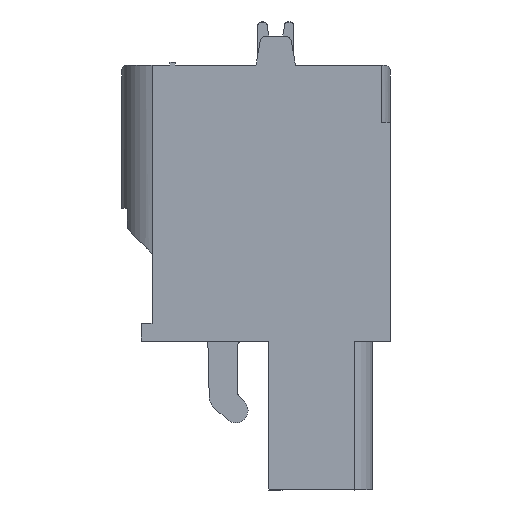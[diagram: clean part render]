
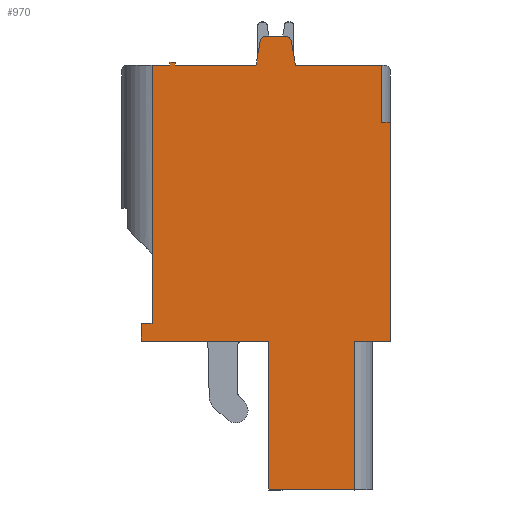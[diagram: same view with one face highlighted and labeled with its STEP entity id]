
A CAD part, left-side view. The second image highlights one B-rep face of the part: STEP entity #970.
In plain terms, the highlighted planar face has unit normal (-1, 0, 0).
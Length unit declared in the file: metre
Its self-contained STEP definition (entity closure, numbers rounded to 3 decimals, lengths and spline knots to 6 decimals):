
#970=ADVANCED_FACE('',(#2214),#2215,.T.);
#2214=FACE_OUTER_BOUND('',#3762,.T.);
#2215=PLANE('',#3763);
#3762=EDGE_LOOP('',(#6714,#6715,#6716,#6717,#6718,#6719,#6720,#6721,#6722,#6723,#6724,#6725,#6726,#6727,#6728,#6729,#6730,#6731,#6732,#6733,#6734,#6735));
#3763=AXIS2_PLACEMENT_3D('',#6736,#6737,#6738);
#6714=ORIENTED_EDGE('',*,*,#9466,.T.);
#6715=ORIENTED_EDGE('',*,*,#10429,.F.);
#6716=ORIENTED_EDGE('',*,*,#10430,.F.);
#6717=ORIENTED_EDGE('',*,*,#9399,.F.);
#6718=ORIENTED_EDGE('',*,*,#10363,.F.);
#6719=ORIENTED_EDGE('',*,*,#9744,.T.);
#6720=ORIENTED_EDGE('',*,*,#10431,.T.);
#6721=ORIENTED_EDGE('',*,*,#9782,.T.);
#6722=ORIENTED_EDGE('',*,*,#10105,.F.);
#6723=ORIENTED_EDGE('',*,*,#9510,.F.);
#6724=ORIENTED_EDGE('',*,*,#9389,.F.);
#6725=ORIENTED_EDGE('',*,*,#10432,.F.);
#6726=ORIENTED_EDGE('',*,*,#9347,.F.);
#6727=ORIENTED_EDGE('',*,*,#10433,.F.);
#6728=ORIENTED_EDGE('',*,*,#10434,.F.);
#6729=ORIENTED_EDGE('',*,*,#10435,.F.);
#6730=ORIENTED_EDGE('',*,*,#10436,.F.);
#6731=ORIENTED_EDGE('',*,*,#10437,.F.);
#6732=ORIENTED_EDGE('',*,*,#9683,.T.);
#6733=ORIENTED_EDGE('',*,*,#10339,.T.);
#6734=ORIENTED_EDGE('',*,*,#10295,.F.);
#6735=ORIENTED_EDGE('',*,*,#10438,.T.);
#6736=CARTESIAN_POINT('',(0.,0.0122,-0.0155));
#6737=DIRECTION('',(-1.0,0.0,0.0));
#6738=DIRECTION('',(0.0,-1.0,0.0));
#9347=EDGE_CURVE('',#11259,#11261,#11262,.T.);
#9389=EDGE_CURVE('',#11336,#11331,#11338,.T.);
#9399=EDGE_CURVE('',#11354,#11349,#11356,.T.);
#9466=EDGE_CURVE('',#11472,#11473,#11474,.T.);
#9510=EDGE_CURVE('',#11331,#11507,#11556,.T.);
#9683=EDGE_CURVE('',#11860,#11858,#11861,.T.);
#9744=EDGE_CURVE('',#11965,#11963,#11966,.T.);
#9782=EDGE_CURVE('',#12031,#12035,#12037,.T.);
#10105=EDGE_CURVE('',#11507,#12035,#12552,.T.);
#10295=EDGE_CURVE('',#12833,#12835,#12836,.T.);
#10339=EDGE_CURVE('',#11858,#12835,#12897,.T.);
#10363=EDGE_CURVE('',#11965,#11354,#12929,.T.);
#10429=EDGE_CURVE('',#13023,#11473,#13024,.T.);
#10430=EDGE_CURVE('',#11349,#13023,#13025,.T.);
#10431=EDGE_CURVE('',#11963,#12031,#13026,.T.);
#10432=EDGE_CURVE('',#11261,#11336,#13027,.T.);
#10433=EDGE_CURVE('',#13028,#11259,#13029,.T.);
#10434=EDGE_CURVE('',#13030,#13028,#13031,.T.);
#10435=EDGE_CURVE('',#13032,#13030,#13033,.T.);
#10436=EDGE_CURVE('',#13034,#13032,#13035,.T.);
#10437=EDGE_CURVE('',#11860,#13034,#13036,.T.);
#10438=EDGE_CURVE('',#12833,#11472,#13037,.T.);
#11259=VERTEX_POINT('',#14066);
#11261=VERTEX_POINT('',#14069);
#11262=LINE('',#14070,#14071);
#11331=VERTEX_POINT('',#14178);
#11336=VERTEX_POINT('',#14185);
#11338=LINE('',#14188,#14189);
#11349=VERTEX_POINT('',#14202);
#11354=VERTEX_POINT('',#14209);
#11356=LINE('',#14212,#14213);
#11472=VERTEX_POINT('',#14371);
#11473=VERTEX_POINT('',#14372);
#11474=LINE('',#14373,#14374);
#11507=VERTEX_POINT('',#14420);
#11556=LINE('',#14494,#14495);
#11858=VERTEX_POINT('',#14905);
#11860=VERTEX_POINT('',#14908);
#11861=LINE('',#14909,#14910);
#11963=VERTEX_POINT('',#15048);
#11965=VERTEX_POINT('',#15051);
#11966=LINE('',#15052,#15053);
#12031=VERTEX_POINT('',#15148);
#12035=VERTEX_POINT('',#15154);
#12037=LINE('',#15157,#15158);
#12552=LINE('',#15874,#15875);
#12833=VERTEX_POINT('',#16270);
#12835=VERTEX_POINT('',#16273);
#12836=LINE('',#16274,#16275);
#12897=CIRCLE('',#16360,0.0003);
#12929=LINE('',#16405,#16406);
#13023=VERTEX_POINT('',#16539);
#13024=LINE('',#16540,#16541);
#13025=LINE('',#16542,#16543);
#13026=LINE('',#16544,#16545);
#13027=LINE('',#16546,#16547);
#13028=VERTEX_POINT('',#16548);
#13029=LINE('',#16549,#16550);
#13030=VERTEX_POINT('',#16551);
#13031=LINE('',#16552,#16553);
#13032=VERTEX_POINT('',#16554);
#13033=LINE('',#16555,#16556);
#13034=VERTEX_POINT('',#16557);
#13035=LINE('',#16558,#16559);
#13036=LINE('',#16560,#16561);
#13037=CIRCLE('',#16562,0.0003);
#14066=CARTESIAN_POINT('',(0.0,0.0015,-0.0154));
#14069=CARTESIAN_POINT('',(0.0,0.0015,-0.0237));
#14070=CARTESIAN_POINT('',(0.0,0.0015,-0.0237));
#14071=VECTOR('',#17818,1.0);
#14178=CARTESIAN_POINT('',(0.0,0.0063,-0.0154));
#14185=CARTESIAN_POINT('',(0.0,0.0063,-0.0237));
#14188=CARTESIAN_POINT('',(0.0,0.0063,-0.0154));
#14189=VECTOR('',#17862,1.0);
#14202=CARTESIAN_POINT('',(0.0,0.0115,0.00015));
#14209=CARTESIAN_POINT('',(0.0,0.0118,0.00015));
#14212=CARTESIAN_POINT('',(0.0,0.0115,0.00015));
#14213=VECTOR('',#17874,1.0);
#14371=CARTESIAN_POINT('',(0.,0.006762,0.001352));
#14372=CARTESIAN_POINT('',(0.,0.007,0.0));
#14373=CARTESIAN_POINT('',(0.,0.009807,-0.015922));
#14374=VECTOR('',#17953,1.0);
#14420=CARTESIAN_POINT('',(0.0,0.0134,-0.0154));
#14494=CARTESIAN_POINT('',(0.0,0.0118,-0.0154));
#14495=VECTOR('',#17998,1.0);
#14905=CARTESIAN_POINT('',(0.,0.005038,0.001352));
#14908=CARTESIAN_POINT('',(0.,0.0048,0.));
#14909=CARTESIAN_POINT('',(0.,0.002372,-0.013767));
#14910=VECTOR('',#18204,1.0);
#15048=CARTESIAN_POINT('',(0.0,0.0128,0.));
#15051=CARTESIAN_POINT('',(0.0,0.0118,0.));
#15052=CARTESIAN_POINT('',(0.0,-0.0002,0.));
#15053=VECTOR('',#18281,1.0);
#15148=CARTESIAN_POINT('',(0.0,0.0128,-0.0144));
#15154=CARTESIAN_POINT('',(0.0,0.0134,-0.0144));
#15157=CARTESIAN_POINT('',(0.0,0.0118,-0.0144));
#15158=VECTOR('',#18324,1.0);
#15874=CARTESIAN_POINT('',(0.0,0.0134,0.0013));
#15875=VECTOR('',#18679,1.0);
#16270=CARTESIAN_POINT('',(0.,0.006466,0.0016));
#16273=CARTESIAN_POINT('',(0.,0.005334,0.0016));
#16274=CARTESIAN_POINT('',(0.,0.0048,0.0016));
#16275=VECTOR('',#18879,1.0);
#16360=AXIS2_PLACEMENT_3D('',#18925,#18926,#18927);
#16405=CARTESIAN_POINT('',(0.0,0.0118,0.00015));
#16406=VECTOR('',#18962,1.0);
#16539=CARTESIAN_POINT('',(0.0,0.0115,0.0));
#16540=CARTESIAN_POINT('',(0.0,0.0,0.0));
#16541=VECTOR('',#19026,1.0);
#16542=CARTESIAN_POINT('',(0.0,0.0115,0.));
#16543=VECTOR('',#19027,1.0);
#16544=CARTESIAN_POINT('',(0.0,0.0128,-0.0155));
#16545=VECTOR('',#19028,1.0);
#16546=CARTESIAN_POINT('',(0.0,0.0063,-0.0237));
#16547=VECTOR('',#19029,1.0);
#16548=CARTESIAN_POINT('',(0.0,-0.0005,-0.0154));
#16549=CARTESIAN_POINT('',(0.0,0.0003,-0.0154));
#16550=VECTOR('',#19030,1.0);
#16551=CARTESIAN_POINT('',(0.0,-0.0005,-0.0032));
#16552=CARTESIAN_POINT('',(0.0,-0.0005,-0.0154));
#16553=VECTOR('',#19031,1.0);
#16554=CARTESIAN_POINT('',(0.0,0.0,-0.0032));
#16555=CARTESIAN_POINT('',(0.0,-0.0005,-0.0032));
#16556=VECTOR('',#19032,1.0);
#16557=CARTESIAN_POINT('',(0.0,0.0,0.0));
#16558=CARTESIAN_POINT('',(0.0,0.0,-0.0032));
#16559=VECTOR('',#19033,1.0);
#16560=CARTESIAN_POINT('',(0.0,0.0,0.0));
#16561=VECTOR('',#19034,1.0);
#16562=AXIS2_PLACEMENT_3D('',#19035,#19036,#19037);
#17818=DIRECTION('',(0.0,0.,-1.0));
#17862=DIRECTION('',(0.0,0.0,1.0));
#17874=DIRECTION('',(0.0,-1.0,0.0));
#17953=DIRECTION('',(0.,0.174,-0.985));
#17998=DIRECTION('',(0.0,1.0,0.0));
#18204=DIRECTION('',(0.,0.174,0.985));
#18281=DIRECTION('',(0.,1.0,0.));
#18324=DIRECTION('',(0.,1.0,0.));
#18679=DIRECTION('',(0.,0.,1.0));
#18879=DIRECTION('',(0.,-1.0,0.));
#18925=CARTESIAN_POINT('',(0.,0.005334,0.0013));
#18926=DIRECTION('',(-1.0,0.0,0.));
#18927=DIRECTION('',(0.,0.0,-1.0));
#18962=DIRECTION('',(0.0,0.0,1.0));
#19026=DIRECTION('',(0.0,-1.0,0.0));
#19027=DIRECTION('',(0.0,0.0,-1.0));
#19028=DIRECTION('',(0.,0.,-1.0));
#19029=DIRECTION('',(0.0,1.0,0.));
#19030=DIRECTION('',(0.0,1.0,0.0));
#19031=DIRECTION('',(0.,0.0,-1.0));
#19032=DIRECTION('',(0.0,-1.0,0.0));
#19033=DIRECTION('',(0.,0.0,-1.0));
#19034=DIRECTION('',(0.0,-1.0,0.0));
#19035=CARTESIAN_POINT('',(0.,0.006466,0.0013));
#19036=DIRECTION('',(-1.0,0.0,0.));
#19037=DIRECTION('',(0.,0.0,-1.0));
